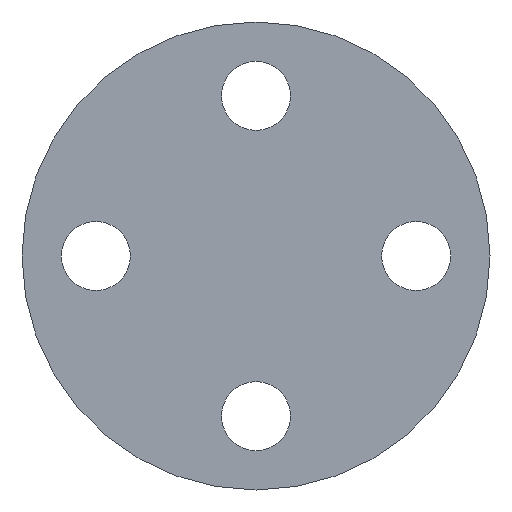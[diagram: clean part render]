
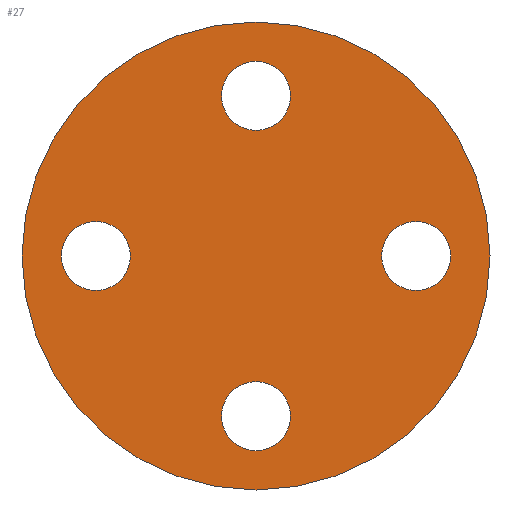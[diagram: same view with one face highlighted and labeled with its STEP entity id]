
A CAD part, front view. The second image highlights one B-rep face of the part: STEP entity #27.
In plain terms, the highlighted planar face has unit normal (0, -1, 0).
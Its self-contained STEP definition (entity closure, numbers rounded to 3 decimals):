
#1 = CARTESIAN_POINT ( 'NONE',  ( 0., 0., 0. ) ) ;
#3 = PLANE ( 'NONE',  #464 ) ;
#5 = CARTESIAN_POINT ( 'NONE',  ( 0., 0., -32.5 ) ) ;
#6 = FACE_BOUND ( 'NONE', #83, .T. ) ;
#12 = ORIENTED_EDGE ( 'NONE', *, *, #350, .T. ) ;
#15 = DIRECTION ( 'NONE',  ( 0., 1., 0. ) ) ;
#17 = AXIS2_PLACEMENT_3D ( 'NONE', #244, #452, #440 ) ;
#22 = CARTESIAN_POINT ( 'NONE',  ( 32.5, 0., 0. ) ) ;
#27 = ADVANCED_FACE ( 'NONE', ( #349, #550, #52, #6, #448 ), #3, .F. ) ;
#28 = AXIS2_PLACEMENT_3D ( 'NONE', #498, #582, #54 ) ;
#48 = VERTEX_POINT ( 'NONE', #364 ) ;
#52 = FACE_BOUND ( 'NONE', #182, .T. ) ;
#54 = DIRECTION ( 'NONE',  ( 0., 0., 1. ) ) ;
#61 = CIRCLE ( 'NONE', #145, 7. ) ;
#66 = CARTESIAN_POINT ( 'NONE',  ( 0., 0., -47.5 ) ) ;
#83 = EDGE_LOOP ( 'NONE', ( #102, #412 ) ) ;
#97 = CIRCLE ( 'NONE', #571, 7. ) ;
#98 = EDGE_CURVE ( 'NONE', #253, #135, #61, .T. ) ;
#102 = ORIENTED_EDGE ( 'NONE', *, *, #295, .T. ) ;
#104 = CARTESIAN_POINT ( 'NONE',  ( 0., 0., 25.5 ) ) ;
#115 = AXIS2_PLACEMENT_3D ( 'NONE', #418, #601, #165 ) ;
#131 = VERTEX_POINT ( 'NONE', #66 ) ;
#132 = DIRECTION ( 'NONE',  ( 0., 0., 1. ) ) ;
#135 = VERTEX_POINT ( 'NONE', #270 ) ;
#140 = EDGE_CURVE ( 'NONE', #327, #487, #218, .T. ) ;
#145 = AXIS2_PLACEMENT_3D ( 'NONE', #426, #15, #208 ) ;
#149 = ORIENTED_EDGE ( 'NONE', *, *, #140, .T. ) ;
#151 = DIRECTION ( 'NONE',  ( 0., 1., 0. ) ) ;
#165 = DIRECTION ( 'NONE',  ( 0., 0., -1. ) ) ;
#166 = DIRECTION ( 'NONE',  ( 0., 1., 0. ) ) ;
#177 = CARTESIAN_POINT ( 'NONE',  ( 25.5, 0., 0. ) ) ;
#178 = VERTEX_POINT ( 'NONE', #419 ) ;
#182 = EDGE_LOOP ( 'NONE', ( #12, #456 ) ) ;
#188 = EDGE_CURVE ( 'NONE', #580, #542, #627, .T. ) ;
#197 = DIRECTION ( 'NONE',  ( 0., 1., 0. ) ) ;
#208 = DIRECTION ( 'NONE',  ( 0., 0., -1. ) ) ;
#218 = CIRCLE ( 'NONE', #379, 7. ) ;
#244 = CARTESIAN_POINT ( 'NONE',  ( 0., 0., 0. ) ) ;
#249 = CIRCLE ( 'NONE', #17, 47.5 ) ;
#253 = VERTEX_POINT ( 'NONE', #104 ) ;
#256 = DIRECTION ( 'NONE',  ( 0., 1., 0. ) ) ;
#264 = DIRECTION ( 'NONE',  ( 1., 0., 0. ) ) ;
#270 = CARTESIAN_POINT ( 'NONE',  ( 0., 0., 39.5 ) ) ;
#271 = EDGE_CURVE ( 'NONE', #48, #178, #326, .T. ) ;
#275 = EDGE_CURVE ( 'NONE', #335, #131, #249, .T. ) ;
#293 = CARTESIAN_POINT ( 'NONE',  ( 0., 0., 0. ) ) ;
#295 = EDGE_CURVE ( 'NONE', #178, #48, #611, .T. ) ;
#326 = CIRCLE ( 'NONE', #28, 7. ) ;
#327 = VERTEX_POINT ( 'NONE', #444 ) ;
#335 = VERTEX_POINT ( 'NONE', #630 ) ;
#336 = DIRECTION ( 'NONE',  ( 0., 1., 0. ) ) ;
#347 = AXIS2_PLACEMENT_3D ( 'NONE', #22, #166, #369 ) ;
#349 = FACE_BOUND ( 'NONE', #530, .T. ) ;
#350 = EDGE_CURVE ( 'NONE', #542, #580, #493, .T. ) ;
#364 = CARTESIAN_POINT ( 'NONE',  ( 0., 0., -39.5 ) ) ;
#369 = DIRECTION ( 'NONE',  ( -1., 0., 0. ) ) ;
#379 = AXIS2_PLACEMENT_3D ( 'NONE', #561, #477, #603 ) ;
#386 = AXIS2_PLACEMENT_3D ( 'NONE', #1, #336, #132 ) ;
#404 = DIRECTION ( 'NONE',  ( 0., 0., 1. ) ) ;
#410 = EDGE_LOOP ( 'NONE', ( #528, #453 ) ) ;
#412 = ORIENTED_EDGE ( 'NONE', *, *, #271, .T. ) ;
#418 = CARTESIAN_POINT ( 'NONE',  ( 0., 0., 32.5 ) ) ;
#419 = CARTESIAN_POINT ( 'NONE',  ( 0., 0., -25.5 ) ) ;
#422 = CIRCLE ( 'NONE', #386, 47.5 ) ;
#426 = CARTESIAN_POINT ( 'NONE',  ( 0., 0., 32.5 ) ) ;
#428 = EDGE_LOOP ( 'NONE', ( #624, #437 ) ) ;
#433 = AXIS2_PLACEMENT_3D ( 'NONE', #5, #197, #404 ) ;
#436 = CARTESIAN_POINT ( 'NONE',  ( 39.5, 0., 0. ) ) ;
#437 = ORIENTED_EDGE ( 'NONE', *, *, #275, .F. ) ;
#440 = DIRECTION ( 'NONE',  ( 0., 0., 1. ) ) ;
#444 = CARTESIAN_POINT ( 'NONE',  ( -25.5, 0., 0. ) ) ;
#448 = FACE_OUTER_BOUND ( 'NONE', #428, .T. ) ;
#451 = EDGE_CURVE ( 'NONE', #487, #327, #97, .T. ) ;
#452 = DIRECTION ( 'NONE',  ( 0., 1., 0. ) ) ;
#453 = ORIENTED_EDGE ( 'NONE', *, *, #492, .T. ) ;
#456 = ORIENTED_EDGE ( 'NONE', *, *, #188, .T. ) ;
#464 = AXIS2_PLACEMENT_3D ( 'NONE', #293, #597, #499 ) ;
#465 = CARTESIAN_POINT ( 'NONE',  ( -39.5, 0., 0. ) ) ;
#477 = DIRECTION ( 'NONE',  ( 0., 1., 0. ) ) ;
#487 = VERTEX_POINT ( 'NONE', #465 ) ;
#492 = EDGE_CURVE ( 'NONE', #135, #253, #577, .T. ) ;
#493 = CIRCLE ( 'NONE', #556, 7. ) ;
#498 = CARTESIAN_POINT ( 'NONE',  ( 0., 0., -32.5 ) ) ;
#499 = DIRECTION ( 'NONE',  ( 0., 0., 1. ) ) ;
#528 = ORIENTED_EDGE ( 'NONE', *, *, #98, .T. ) ;
#530 = EDGE_LOOP ( 'NONE', ( #149, #563 ) ) ;
#541 = DIRECTION ( 'NONE',  ( -1., 0., 0. ) ) ;
#542 = VERTEX_POINT ( 'NONE', #177 ) ;
#550 = FACE_BOUND ( 'NONE', #410, .T. ) ;
#556 = AXIS2_PLACEMENT_3D ( 'NONE', #596, #151, #541 ) ;
#561 = CARTESIAN_POINT ( 'NONE',  ( -32.5, 0., 0. ) ) ;
#563 = ORIENTED_EDGE ( 'NONE', *, *, #451, .T. ) ;
#571 = AXIS2_PLACEMENT_3D ( 'NONE', #604, #256, #264 ) ;
#577 = CIRCLE ( 'NONE', #115, 7. ) ;
#580 = VERTEX_POINT ( 'NONE', #436 ) ;
#582 = DIRECTION ( 'NONE',  ( 0., 1., 0. ) ) ;
#596 = CARTESIAN_POINT ( 'NONE',  ( 32.5, 0., 0. ) ) ;
#597 = DIRECTION ( 'NONE',  ( 0., 1., 0. ) ) ;
#601 = DIRECTION ( 'NONE',  ( 0., 1., 0. ) ) ;
#603 = DIRECTION ( 'NONE',  ( 1., 0., 0. ) ) ;
#604 = CARTESIAN_POINT ( 'NONE',  ( -32.5, 0., 0. ) ) ;
#611 = CIRCLE ( 'NONE', #433, 7. ) ;
#614 = EDGE_CURVE ( 'NONE', #131, #335, #422, .T. ) ;
#624 = ORIENTED_EDGE ( 'NONE', *, *, #614, .F. ) ;
#627 = CIRCLE ( 'NONE', #347, 7. ) ;
#630 = CARTESIAN_POINT ( 'NONE',  ( 0., 0., 47.5 ) ) ;
